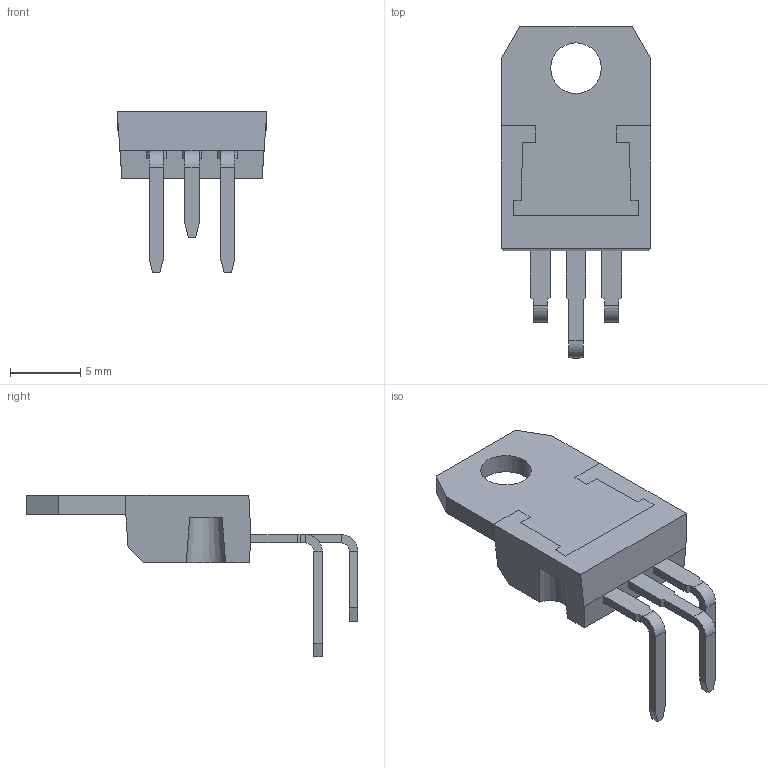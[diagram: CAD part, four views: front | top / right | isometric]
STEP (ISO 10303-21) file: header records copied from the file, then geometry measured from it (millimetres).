
FILE_DESCRIPTION(('STEP AP214'), '1');
FILE_NAME('TO-220AB-HF', '2016-03-13T00:59:45', ('Nobody'), (''), 'ASCON STEP Converter 1.3', 'ASCON Math Kernel', '');
FILE_SCHEMA(('AUTOMOTIVE_DESIGN { 1 0 10303 214 3 1 1}'));
Length unit declared in the file: millimetre
Bounding box: 10.65 x 23.62 x 11.5 mm (x, y, z)
Volume: 529 mm3; surface area: 837.7 mm2
Topology: 5 solids, 5 shells, 107 faces, 267 edges, 170 vertices
Faces by surface type: plane 98, cylinder 7, cone 2
Full cylindrical faces by diameter (mm): 3.6 x1
Entity records: 4046 total; most frequent: CARTESIAN_POINT 568, ORIENTED_EDGE 532, DIRECTION 496, EDGE_CURVE 266, LINE 244, VECTOR 244, VERTEX_POINT 170, AXIS2_PLACEMENT_3D 126
